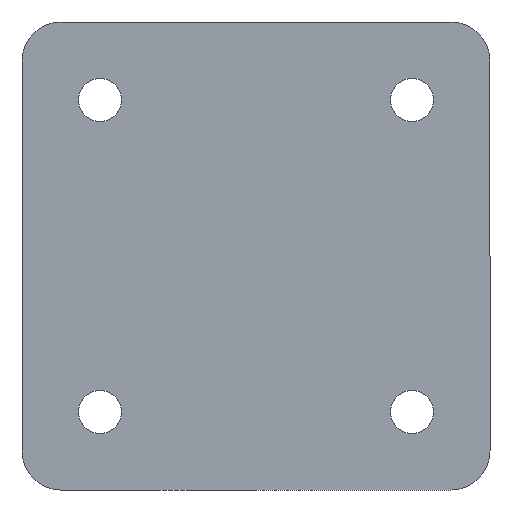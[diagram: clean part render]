
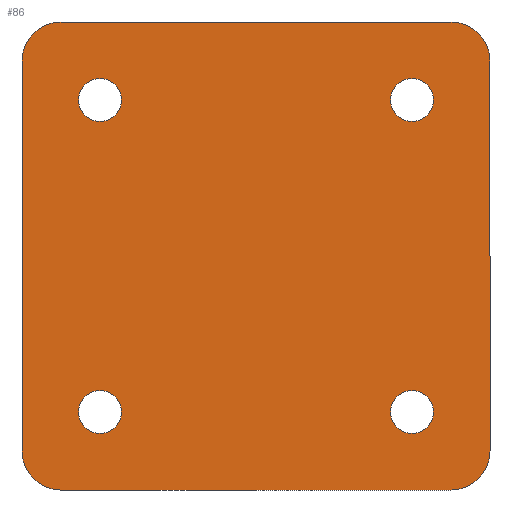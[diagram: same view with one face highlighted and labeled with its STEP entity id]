
A CAD part, front view. The second image highlights one B-rep face of the part: STEP entity #86.
In plain terms, the highlighted planar face has unit normal (0, -1, 0).
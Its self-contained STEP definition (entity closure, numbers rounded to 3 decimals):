
#2 = ORIENTED_EDGE ( 'NONE', *, *, #305, .F. ) ;
#9 = PLANE ( 'NONE',  #438 ) ;
#10 = CARTESIAN_POINT ( 'NONE',  ( -50., 0., 60. ) ) ;
#17 = AXIS2_PLACEMENT_3D ( 'NONE', #281, #484, #316 ) ;
#19 = VERTEX_POINT ( 'NONE', #109 ) ;
#25 = CARTESIAN_POINT ( 'NONE',  ( 40., 0., 34.5 ) ) ;
#29 = EDGE_CURVE ( 'NONE', #595, #207, #168, .T. ) ;
#34 = CARTESIAN_POINT ( 'NONE',  ( 50., 0., -60. ) ) ;
#35 = AXIS2_PLACEMENT_3D ( 'NONE', #488, #538, #128 ) ;
#39 = CARTESIAN_POINT ( 'NONE',  ( -50., 0., -60. ) ) ;
#57 = FACE_OUTER_BOUND ( 'NONE', #302, .T. ) ;
#66 = CARTESIAN_POINT ( 'NONE',  ( -50., 0., -50. ) ) ;
#71 = DIRECTION ( 'NONE',  ( 0., 1., 0. ) ) ;
#74 = ORIENTED_EDGE ( 'NONE', *, *, #192, .T. ) ;
#79 = CARTESIAN_POINT ( 'NONE',  ( 40., 0., 40. ) ) ;
#86 = ADVANCED_FACE ( 'NONE', ( #57, #274, #478, #264, #672 ), #9, .F. ) ;
#88 = ORIENTED_EDGE ( 'NONE', *, *, #100, .F. ) ;
#97 = AXIS2_PLACEMENT_3D ( 'NONE', #114, #596, #594 ) ;
#100 = EDGE_CURVE ( 'NONE', #400, #595, #233, .T. ) ;
#105 = CARTESIAN_POINT ( 'NONE',  ( -40., 0., -45.5 ) ) ;
#106 = AXIS2_PLACEMENT_3D ( 'NONE', #364, #627, #537 ) ;
#109 = CARTESIAN_POINT ( 'NONE',  ( -60., 0., -50. ) ) ;
#114 = CARTESIAN_POINT ( 'NONE',  ( -50., 0., 50. ) ) ;
#116 = CIRCLE ( 'NONE', #278, 10. ) ;
#128 = DIRECTION ( 'NONE',  ( 0., 0., 1. ) ) ;
#133 = ORIENTED_EDGE ( 'NONE', *, *, #153, .T. ) ;
#138 = EDGE_CURVE ( 'NONE', #261, #507, #222, .T. ) ;
#140 = DIRECTION ( 'NONE',  ( 0., 1., 0. ) ) ;
#149 = EDGE_LOOP ( 'NONE', ( #74, #342 ) ) ;
#151 = VECTOR ( 'NONE', #603, 1000. ) ;
#153 = EDGE_CURVE ( 'NONE', #517, #653, #479, .T. ) ;
#166 = CIRCLE ( 'NONE', #631, 5.5 ) ;
#168 = LINE ( 'NONE', #273, #393 ) ;
#174 = CARTESIAN_POINT ( 'NONE',  ( -50., 0., 60. ) ) ;
#176 = CIRCLE ( 'NONE', #35, 5.5 ) ;
#178 = DIRECTION ( 'NONE',  ( 0., 0., 1. ) ) ;
#182 = VECTOR ( 'NONE', #384, 1000. ) ;
#185 = ORIENTED_EDGE ( 'NONE', *, *, #138, .F. ) ;
#187 = CARTESIAN_POINT ( 'NONE',  ( 50., 0., 60. ) ) ;
#189 = VERTEX_POINT ( 'NONE', #25 ) ;
#192 = EDGE_CURVE ( 'NONE', #670, #591, #176, .T. ) ;
#193 = ORIENTED_EDGE ( 'NONE', *, *, #379, .F. ) ;
#194 = CARTESIAN_POINT ( 'NONE',  ( -40., 0., -34.5 ) ) ;
#196 = ORIENTED_EDGE ( 'NONE', *, *, #474, .T. ) ;
#199 = CARTESIAN_POINT ( 'NONE',  ( -60., 0., -50. ) ) ;
#205 = EDGE_CURVE ( 'NONE', #397, #19, #556, .T. ) ;
#206 = CARTESIAN_POINT ( 'NONE',  ( 40., 0., 45.5 ) ) ;
#207 = VERTEX_POINT ( 'NONE', #232 ) ;
#216 = VERTEX_POINT ( 'NONE', #236 ) ;
#220 = AXIS2_PLACEMENT_3D ( 'NONE', #402, #140, #608 ) ;
#222 = CIRCLE ( 'NONE', #97, 10. ) ;
#223 = ORIENTED_EDGE ( 'NONE', *, *, #466, .T. ) ;
#225 = DIRECTION ( 'NONE',  ( 0., 0., 1. ) ) ;
#232 = CARTESIAN_POINT ( 'NONE',  ( 60., 0., -50. ) ) ;
#233 = CIRCLE ( 'NONE', #521, 10. ) ;
#235 = DIRECTION ( 'NONE',  ( 0., 0., 1. ) ) ;
#236 = CARTESIAN_POINT ( 'NONE',  ( -40., 0., 45.5 ) ) ;
#238 = DIRECTION ( 'NONE',  ( 0., 1., 0. ) ) ;
#242 = CIRCLE ( 'NONE', #17, 5.5 ) ;
#249 = ORIENTED_EDGE ( 'NONE', *, *, #640, .T. ) ;
#261 = VERTEX_POINT ( 'NONE', #442 ) ;
#264 = FACE_BOUND ( 'NONE', #536, .T. ) ;
#265 = CARTESIAN_POINT ( 'NONE',  ( 40., 0., -34.5 ) ) ;
#266 = EDGE_CURVE ( 'NONE', #207, #628, #116, .T. ) ;
#273 = CARTESIAN_POINT ( 'NONE',  ( 60., 0., -50. ) ) ;
#274 = FACE_BOUND ( 'NONE', #639, .T. ) ;
#278 = AXIS2_PLACEMENT_3D ( 'NONE', #545, #485, #529 ) ;
#279 = LINE ( 'NONE', #10, #182 ) ;
#281 = CARTESIAN_POINT ( 'NONE',  ( -40., 0., 40. ) ) ;
#284 = AXIS2_PLACEMENT_3D ( 'NONE', #79, #71, #178 ) ;
#295 = DIRECTION ( 'NONE',  ( 0., 1., 0. ) ) ;
#302 = EDGE_LOOP ( 'NONE', ( #185, #351, #543, #193, #495, #504, #88, #2 ) ) ;
#304 = LINE ( 'NONE', #411, #561 ) ;
#305 = EDGE_CURVE ( 'NONE', #507, #400, #279, .T. ) ;
#315 = CIRCLE ( 'NONE', #284, 5.5 ) ;
#316 = DIRECTION ( 'NONE',  ( 0., 0., 1. ) ) ;
#319 = CARTESIAN_POINT ( 'NONE',  ( 60., 0., 50. ) ) ;
#342 = ORIENTED_EDGE ( 'NONE', *, *, #356, .T. ) ;
#348 = CARTESIAN_POINT ( 'NONE',  ( -40., 0., 34.5 ) ) ;
#351 = ORIENTED_EDGE ( 'NONE', *, *, #420, .F. ) ;
#353 = DIRECTION ( 'NONE',  ( 0., 0., 1. ) ) ;
#356 = EDGE_CURVE ( 'NONE', #591, #670, #505, .T. ) ;
#364 = CARTESIAN_POINT ( 'NONE',  ( 40., 0., 40. ) ) ;
#365 = DIRECTION ( 'NONE',  ( 0., 1., 0. ) ) ;
#374 = EDGE_CURVE ( 'NONE', #653, #517, #389, .T. ) ;
#379 = EDGE_CURVE ( 'NONE', #628, #397, #304, .T. ) ;
#384 = DIRECTION ( 'NONE',  ( 1., 0., 0. ) ) ;
#389 = CIRCLE ( 'NONE', #647, 5.5 ) ;
#390 = DIRECTION ( 'NONE',  ( 0., 1., 0. ) ) ;
#393 = VECTOR ( 'NONE', #629, 1000. ) ;
#397 = VERTEX_POINT ( 'NONE', #39 ) ;
#399 = LINE ( 'NONE', #199, #151 ) ;
#400 = VERTEX_POINT ( 'NONE', #187 ) ;
#402 = CARTESIAN_POINT ( 'NONE',  ( 40., 0., -40. ) ) ;
#404 = CIRCLE ( 'NONE', #106, 5.5 ) ;
#411 = CARTESIAN_POINT ( 'NONE',  ( -50., 0., -60. ) ) ;
#420 = EDGE_CURVE ( 'NONE', #19, #261, #399, .T. ) ;
#432 = ORIENTED_EDGE ( 'NONE', *, *, #632, .T. ) ;
#438 = AXIS2_PLACEMENT_3D ( 'NONE', #570, #365, #625 ) ;
#442 = CARTESIAN_POINT ( 'NONE',  ( -60., 0., 50. ) ) ;
#451 = VERTEX_POINT ( 'NONE', #206 ) ;
#466 = EDGE_CURVE ( 'NONE', #636, #216, #242, .T. ) ;
#470 = DIRECTION ( 'NONE',  ( 0., 1., 0. ) ) ;
#474 = EDGE_CURVE ( 'NONE', #189, #451, #404, .T. ) ;
#478 = FACE_BOUND ( 'NONE', #557, .T. ) ;
#479 = CIRCLE ( 'NONE', #589, 5.5 ) ;
#484 = DIRECTION ( 'NONE',  ( 0., 1., 0. ) ) ;
#485 = DIRECTION ( 'NONE',  ( 0., 1., 0. ) ) ;
#488 = CARTESIAN_POINT ( 'NONE',  ( 40., 0., -40. ) ) ;
#495 = ORIENTED_EDGE ( 'NONE', *, *, #266, .F. ) ;
#501 = AXIS2_PLACEMENT_3D ( 'NONE', #66, #648, #225 ) ;
#504 = ORIENTED_EDGE ( 'NONE', *, *, #29, .F. ) ;
#505 = CIRCLE ( 'NONE', #220, 5.5 ) ;
#507 = VERTEX_POINT ( 'NONE', #174 ) ;
#508 = CARTESIAN_POINT ( 'NONE',  ( -40., 0., -40. ) ) ;
#513 = CARTESIAN_POINT ( 'NONE',  ( 50., 0., 50. ) ) ;
#517 = VERTEX_POINT ( 'NONE', #105 ) ;
#521 = AXIS2_PLACEMENT_3D ( 'NONE', #513, #470, #621 ) ;
#529 = DIRECTION ( 'NONE',  ( 0., 0., -1. ) ) ;
#536 = EDGE_LOOP ( 'NONE', ( #196, #249 ) ) ;
#537 = DIRECTION ( 'NONE',  ( 0., 0., 1. ) ) ;
#538 = DIRECTION ( 'NONE',  ( 0., 1., 0. ) ) ;
#542 = CARTESIAN_POINT ( 'NONE',  ( -40., 0., -40. ) ) ;
#543 = ORIENTED_EDGE ( 'NONE', *, *, #205, .F. ) ;
#544 = CARTESIAN_POINT ( 'NONE',  ( 40., 0., -45.5 ) ) ;
#545 = CARTESIAN_POINT ( 'NONE',  ( 50., 0., -50. ) ) ;
#555 = DIRECTION ( 'NONE',  ( -1., 0., 0. ) ) ;
#556 = CIRCLE ( 'NONE', #501, 10. ) ;
#557 = EDGE_LOOP ( 'NONE', ( #223, #432 ) ) ;
#561 = VECTOR ( 'NONE', #555, 1000. ) ;
#570 = CARTESIAN_POINT ( 'NONE',  ( -50., 0., 50. ) ) ;
#589 = AXIS2_PLACEMENT_3D ( 'NONE', #542, #390, #635 ) ;
#591 = VERTEX_POINT ( 'NONE', #265 ) ;
#594 = DIRECTION ( 'NONE',  ( 0., 0., 1. ) ) ;
#595 = VERTEX_POINT ( 'NONE', #319 ) ;
#596 = DIRECTION ( 'NONE',  ( 0., 1., 0. ) ) ;
#603 = DIRECTION ( 'NONE',  ( 0., 0., 1. ) ) ;
#608 = DIRECTION ( 'NONE',  ( 0., 0., 1. ) ) ;
#621 = DIRECTION ( 'NONE',  ( 0., 0., 1. ) ) ;
#625 = DIRECTION ( 'NONE',  ( 0., 0., 1. ) ) ;
#627 = DIRECTION ( 'NONE',  ( 0., 1., 0. ) ) ;
#628 = VERTEX_POINT ( 'NONE', #34 ) ;
#629 = DIRECTION ( 'NONE',  ( 0., 0., -1. ) ) ;
#631 = AXIS2_PLACEMENT_3D ( 'NONE', #654, #238, #235 ) ;
#632 = EDGE_CURVE ( 'NONE', #216, #636, #166, .T. ) ;
#635 = DIRECTION ( 'NONE',  ( 0., 0., 1. ) ) ;
#636 = VERTEX_POINT ( 'NONE', #348 ) ;
#639 = EDGE_LOOP ( 'NONE', ( #133, #661 ) ) ;
#640 = EDGE_CURVE ( 'NONE', #451, #189, #315, .T. ) ;
#647 = AXIS2_PLACEMENT_3D ( 'NONE', #508, #295, #353 ) ;
#648 = DIRECTION ( 'NONE',  ( 0., 1., 0. ) ) ;
#653 = VERTEX_POINT ( 'NONE', #194 ) ;
#654 = CARTESIAN_POINT ( 'NONE',  ( -40., 0., 40. ) ) ;
#661 = ORIENTED_EDGE ( 'NONE', *, *, #374, .T. ) ;
#670 = VERTEX_POINT ( 'NONE', #544 ) ;
#672 = FACE_BOUND ( 'NONE', #149, .T. ) ;
